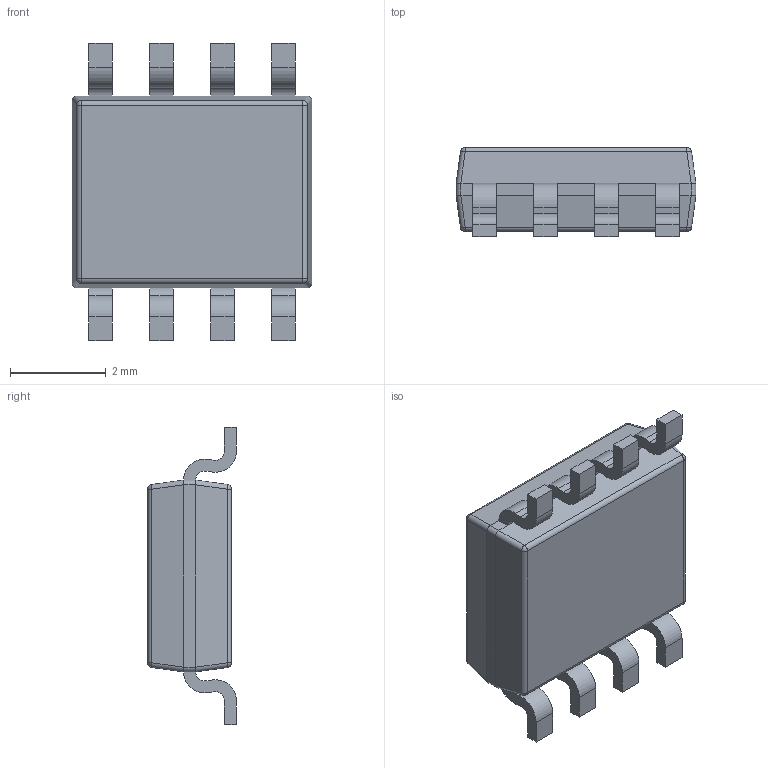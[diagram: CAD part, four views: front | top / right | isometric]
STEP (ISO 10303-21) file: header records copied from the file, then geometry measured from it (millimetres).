
FILE_DESCRIPTION (( 'STEP AP214' ), '1' );
FILE_NAME ('SW3dPS-Maxim_SOIC8.STEP', '2009-08-11T13:19:23', ( 'sysAdmin' ), ( 'SolidWorks' ), 'SwSTEP 2.0', 'SolidWorks 2009', '' );
FILE_SCHEMA (( 'AUTOMOTIVE_DESIGN' ));
Length unit declared in the file: millimetre
Products named in the file (1): SW3dPS-Maxim_SOIC8
Bounding box: 5 x 1.85 x 6.2 mm (x, y, z)
Volume: 35.2 mm3; surface area: 86.4 mm2
Topology: 1 solids, 1 shells, 141 faces, 366 edges, 220 vertices
Faces by surface type: plane 79, cylinder 54, sphere 8
Entity records: 5123 total; most frequent: CARTESIAN_POINT 792, ORIENTED_EDGE 716, DIRECTION 710, EDGE_CURVE 358, VECTOR 242, LINE 242, AXIS2_PLACEMENT_3D 234, VERTEX_POINT 220
